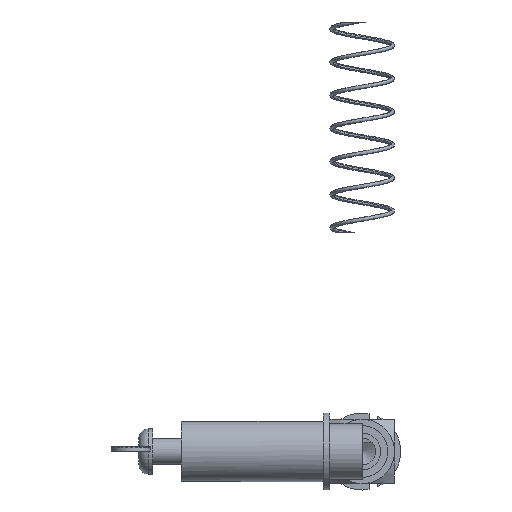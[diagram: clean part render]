
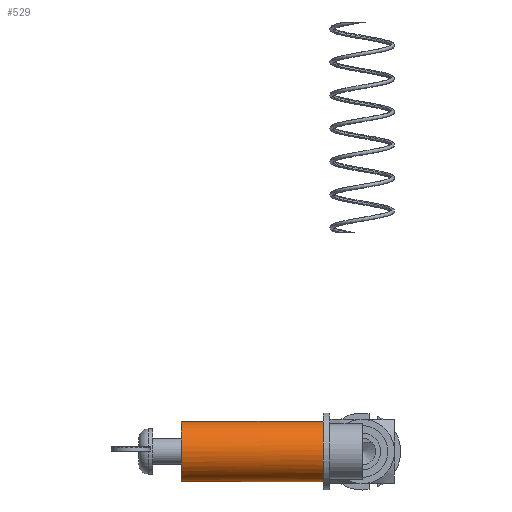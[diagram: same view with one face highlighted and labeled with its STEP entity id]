
A CAD part, front view. The second image highlights one B-rep face of the part: STEP entity #529.
In plain terms, the highlighted cylindrical face has radius 7 mm (diameter 14 mm), a full revolution.
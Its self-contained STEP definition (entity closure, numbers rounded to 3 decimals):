
#529 = ADVANCED_FACE( '', ( #1197, #1198 ), #1199, .T. );
#1197 = FACE_OUTER_BOUND( '', #2930, .T. );
#1198 = FACE_OUTER_BOUND( '', #2931, .T. );
#1199 = CYLINDRICAL_SURFACE( '', #2932, 7. );
#2930 = EDGE_LOOP( '', ( #4470 ) );
#2931 = EDGE_LOOP( '', ( #4471, #4472, #4473, #4474, #4475, #4476, #4477, #4478 ) );
#2932 = AXIS2_PLACEMENT_3D( '', #4479, #4480, #4481 );
#4470 = ORIENTED_EDGE( '', *, *, #6434, .F. );
#4471 = ORIENTED_EDGE( '', *, *, #6435, .T. );
#4472 = ORIENTED_EDGE( '', *, *, #6436, .T. );
#4473 = ORIENTED_EDGE( '', *, *, #6134, .T. );
#4474 = ORIENTED_EDGE( '', *, *, #6106, .T. );
#4475 = ORIENTED_EDGE( '', *, *, #6437, .T. );
#4476 = ORIENTED_EDGE( '', *, *, #6301, .T. );
#4477 = ORIENTED_EDGE( '', *, *, #6146, .T. );
#4478 = ORIENTED_EDGE( '', *, *, #6438, .T. );
#4479 = CARTESIAN_POINT( '', ( 57., 0., 0. ) );
#4480 = DIRECTION( '', ( 1., 0., 0. ) );
#4481 = DIRECTION( '', ( 0., 0., 1. ) );
#6106 = EDGE_CURVE( '', #7272, #7270, #7273, .F. );
#6134 = EDGE_CURVE( '', #7321, #7272, #7322, .F. );
#6146 = EDGE_CURVE( '', #7341, #7339, #7342, .F. );
#6301 = EDGE_CURVE( '', #7606, #7341, #7607, .T. );
#6434 = EDGE_CURVE( '', #7792, #7792, #7793, .T. );
#6435 = EDGE_CURVE( '', #7794, #7795, #7796, .T. );
#6436 = EDGE_CURVE( '', #7795, #7321, #7797, .T. );
#6437 = EDGE_CURVE( '', #7270, #7606, #7798, .T. );
#6438 = EDGE_CURVE( '', #7339, #7794, #7799, .F. );
#7270 = VERTEX_POINT( '', #8986 );
#7272 = VERTEX_POINT( '', #8989 );
#7273 = LINE( '', #8990, #8991 );
#7321 = VERTEX_POINT( '', #9278 );
#7322 = CIRCLE( '', #9279, 7. );
#7339 = VERTEX_POINT( '', #9301 );
#7341 = VERTEX_POINT( '', #9304 );
#7342 = CIRCLE( '', #9305, 7. );
#7606 = VERTEX_POINT( '', #9641 );
#7607 = LINE( '', #9642, #9643 );
#7792 = VERTEX_POINT( '', #10012 );
#7793 = CIRCLE( '', #10013, 7. );
#7794 = VERTEX_POINT( '', #10014 );
#7795 = VERTEX_POINT( '', #10015 );
#7796 = CIRCLE( '', #10016, 7. );
#7797 = LINE( '', #10017, #10018 );
#7798 = CIRCLE( '', #10019, 7. );
#7799 = LINE( '', #10020, #10021 );
#8986 = CARTESIAN_POINT( '', ( -9., 1.6, -6.815 ) );
#8989 = CARTESIAN_POINT( '', ( -10., 1.6, -6.815 ) );
#8990 = CARTESIAN_POINT( '', ( 57., 1.6, -6.815 ) );
#8991 = VECTOR( '', #11010, 1000. );
#9278 = CARTESIAN_POINT( '', ( -10., 3.6, -6.003 ) );
#9279 = AXIS2_PLACEMENT_3D( '', #11034, #11035, #11036 );
#9301 = CARTESIAN_POINT( '', ( -10., 3.6, 6.003 ) );
#9304 = CARTESIAN_POINT( '', ( -10., 1.6, 6.815 ) );
#9305 = AXIS2_PLACEMENT_3D( '', #11049, #11050, #11051 );
#9641 = CARTESIAN_POINT( '', ( -9., 1.6, 6.815 ) );
#9642 = CARTESIAN_POINT( '', ( 57., 1.6, 6.815 ) );
#9643 = VECTOR( '', #11358, 1000. );
#10012 = CARTESIAN_POINT( '', ( -42., 0., 7. ) );
#10013 = AXIS2_PLACEMENT_3D( '', #11489, #11490, #11491 );
#10014 = CARTESIAN_POINT( '', ( -9., 3.6, 6.003 ) );
#10015 = CARTESIAN_POINT( '', ( -9., 3.6, -6.003 ) );
#10016 = AXIS2_PLACEMENT_3D( '', #11492, #11493, #11494 );
#10017 = CARTESIAN_POINT( '', ( 57., 3.6, -6.003 ) );
#10018 = VECTOR( '', #11495, 1000. );
#10019 = AXIS2_PLACEMENT_3D( '', #11496, #11497, #11498 );
#10020 = CARTESIAN_POINT( '', ( 57., 3.6, 6.003 ) );
#10021 = VECTOR( '', #11499, 1000. );
#11010 = DIRECTION( '', ( -1., 0., 0. ) );
#11034 = CARTESIAN_POINT( '', ( -10., 0., 0. ) );
#11035 = DIRECTION( '', ( 1., 0., 0. ) );
#11036 = DIRECTION( '', ( 0., 0., -1. ) );
#11049 = CARTESIAN_POINT( '', ( -10., 0., 0. ) );
#11050 = DIRECTION( '', ( 1., 0., 0. ) );
#11051 = DIRECTION( '', ( 0., 0., -1. ) );
#11358 = DIRECTION( '', ( -1., 0., 0. ) );
#11489 = CARTESIAN_POINT( '', ( -42., 0., 0. ) );
#11490 = DIRECTION( '', ( -1., 0., 0. ) );
#11491 = DIRECTION( '', ( 0., 0., 1. ) );
#11492 = CARTESIAN_POINT( '', ( -9., 0., 0. ) );
#11493 = DIRECTION( '', ( -1., 0., 0. ) );
#11494 = DIRECTION( '', ( 0., 0., 1. ) );
#11495 = DIRECTION( '', ( -1., 0., 0. ) );
#11496 = CARTESIAN_POINT( '', ( -9., 0., 0. ) );
#11497 = DIRECTION( '', ( -1., 0., 0. ) );
#11498 = DIRECTION( '', ( 0., 0., 1. ) );
#11499 = DIRECTION( '', ( -1., 0., 0. ) );
